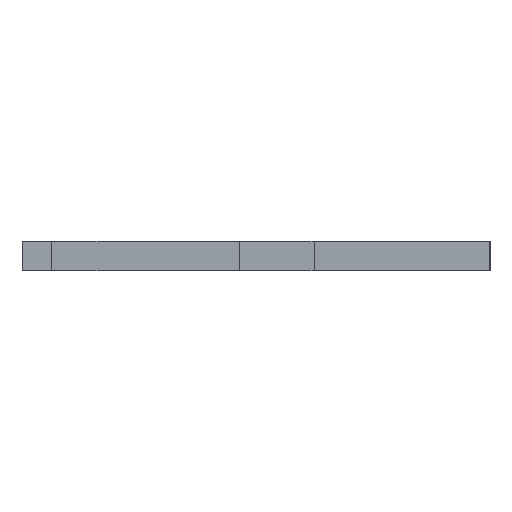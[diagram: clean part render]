
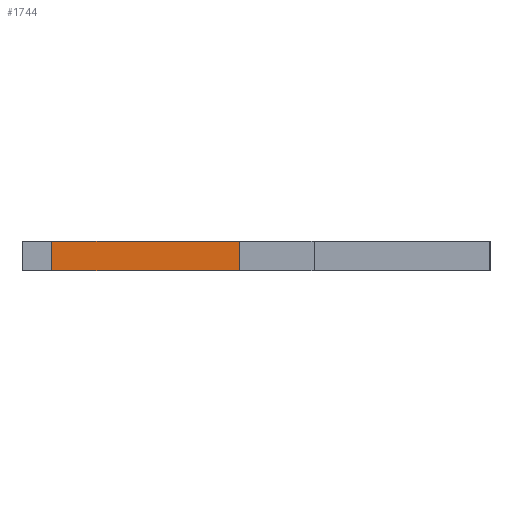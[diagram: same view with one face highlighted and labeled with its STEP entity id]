
A CAD part, left-side view. The second image highlights one B-rep face of the part: STEP entity #1744.
In plain terms, the highlighted planar face has unit normal (-1, 0, 0).
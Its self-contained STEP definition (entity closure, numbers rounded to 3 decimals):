
#58=FACE_OUTER_BOUND('',#144,.T.);
#144=EDGE_LOOP('',(#1443,#1444,#1445,#1446));
#228=LINE('',#2399,#480);
#323=LINE('',#2588,#575);
#416=LINE('',#2755,#668);
#417=LINE('',#2756,#669);
#480=VECTOR('',#1934,10.);
#575=VECTOR('',#2035,10.);
#668=VECTOR('',#2206,10.);
#669=VECTOR('',#2207,10.);
#731=VERTEX_POINT('',#2396);
#732=VERTEX_POINT('',#2398);
#822=VERTEX_POINT('',#2585);
#823=VERTEX_POINT('',#2587);
#900=EDGE_CURVE('',#731,#732,#228,.T.);
#995=EDGE_CURVE('',#822,#823,#323,.F.);
#1088=EDGE_CURVE('',#732,#822,#416,.T.);
#1089=EDGE_CURVE('',#823,#731,#417,.T.);
#1443=ORIENTED_EDGE('',*,*,#995,.F.);
#1444=ORIENTED_EDGE('',*,*,#1088,.F.);
#1445=ORIENTED_EDGE('',*,*,#900,.F.);
#1446=ORIENTED_EDGE('',*,*,#1089,.F.);
#1658=PLANE('',#1844);
#1744=ADVANCED_FACE('',(#58),#1658,.F.);
#1844=AXIS2_PLACEMENT_3D('',#2754,#2204,#2205);
#1934=DIRECTION('',(0.,-1.,0.));
#2035=DIRECTION('',(0.,-1.,0.));
#2204=DIRECTION('center_axis',(1.,0.,0.));
#2205=DIRECTION('ref_axis',(0.,-1.,0.));
#2206=DIRECTION('',(0.,0.,-1.));
#2207=DIRECTION('',(0.,0.,1.));
#2396=CARTESIAN_POINT('',(-271.5,-5.,-27.5));
#2398=CARTESIAN_POINT('',(-271.5,-30.,-27.5));
#2399=CARTESIAN_POINT('',(-271.5,-4.715,-27.5));
#2585=CARTESIAN_POINT('',(-271.5,-30.,-31.5));
#2587=CARTESIAN_POINT('',(-271.5,-5.,-31.5));
#2588=CARTESIAN_POINT('',(-271.5,-4.715,-31.5));
#2754=CARTESIAN_POINT('Origin',(-271.5,23.07,139.5));
#2755=CARTESIAN_POINT('',(-271.5,-30.,54.75));
#2756=CARTESIAN_POINT('',(-271.5,-5.,54.75));
